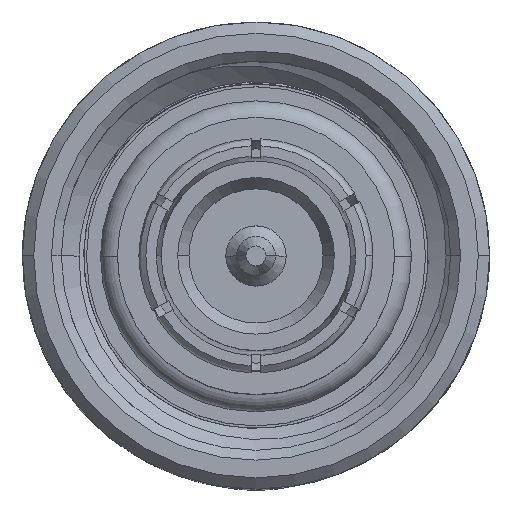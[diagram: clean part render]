
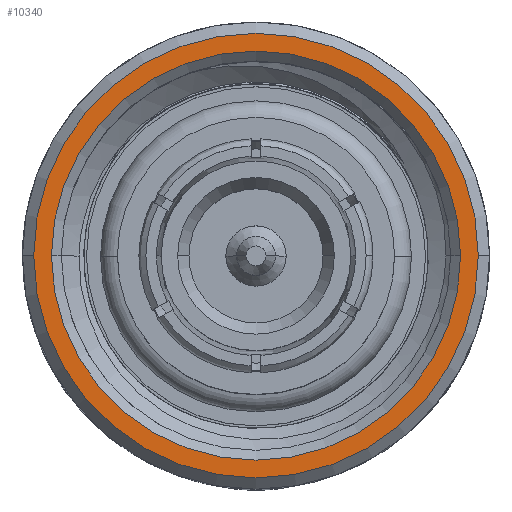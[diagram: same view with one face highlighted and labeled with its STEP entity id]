
A CAD part, top view. The second image highlights one B-rep face of the part: STEP entity #10340.
In plain terms, the highlighted face is planar.
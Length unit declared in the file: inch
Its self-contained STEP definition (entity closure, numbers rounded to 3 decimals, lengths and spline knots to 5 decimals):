
#246 = AXIS2_PLACEMENT_3D ( 'NONE', #11256, #9332, #5519 ) ;
#510 = VERTEX_POINT ( 'NONE', #10477 ) ;
#550 = DIRECTION ( 'NONE',  ( 1., 0., 0. ) ) ;
#935 = AXIS2_PLACEMENT_3D ( 'NONE', #5828, #12712, #958 ) ;
#958 = DIRECTION ( 'NONE',  ( 0., 0., -1. ) ) ;
#1672 = DIRECTION ( 'NONE',  ( 0., 0., -1. ) ) ;
#1725 = ORIENTED_EDGE ( 'NONE', *, *, #11965, .T. ) ;
#2049 = ORIENTED_EDGE ( 'NONE', *, *, #9495, .T. ) ;
#2126 = DIRECTION ( 'NONE',  ( 0., 0., -1. ) ) ;
#2175 = VERTEX_POINT ( 'NONE', #8926 ) ;
#2510 = CIRCLE ( 'NONE', #9433, 0.22477 ) ;
#2889 = ORIENTED_EDGE ( 'NONE', *, *, #11852, .F. ) ;
#3498 = CIRCLE ( 'NONE', #246, 0.22477 ) ;
#3523 = FACE_OUTER_BOUND ( 'NONE', #7487, .T. ) ;
#4053 = CARTESIAN_POINT ( 'NONE',  ( 0., 0., 0. ) ) ;
#4624 = EDGE_CURVE ( 'NONE', #510, #2175, #2510, .T. ) ;
#5519 = DIRECTION ( 'NONE',  ( 0., 0., -1. ) ) ;
#5591 = CIRCLE ( 'NONE', #8765, 0.20685 ) ;
#5828 = CARTESIAN_POINT ( 'NONE',  ( 0., 0., 0. ) ) ;
#6481 = CARTESIAN_POINT ( 'NONE',  ( 0., 0.23668, 0. ) ) ;
#6654 = CARTESIAN_POINT ( 'NONE',  ( 0., 0., 0.20685 ) ) ;
#6768 = VERTEX_POINT ( 'NONE', #12181 ) ;
#6774 = EDGE_LOOP ( 'NONE', ( #1725, #2049 ) ) ;
#7487 = EDGE_LOOP ( 'NONE', ( #10908, #2889 ) ) ;
#7541 = CARTESIAN_POINT ( 'NONE',  ( 0., 0., 0. ) ) ;
#7701 = DIRECTION ( 'NONE',  ( 0., 0., -1. ) ) ;
#7988 = DIRECTION ( 'NONE',  ( 1., 0., 0. ) ) ;
#8317 = AXIS2_PLACEMENT_3D ( 'NONE', #6481, #550, #7701 ) ;
#8765 = AXIS2_PLACEMENT_3D ( 'NONE', #7541, #12489, #1672 ) ;
#8926 = CARTESIAN_POINT ( 'NONE',  ( 0., 0., 0.22477 ) ) ;
#9332 = DIRECTION ( 'NONE',  ( 1., 0., 0. ) ) ;
#9433 = AXIS2_PLACEMENT_3D ( 'NONE', #4053, #7988, #2126 ) ;
#9495 = EDGE_CURVE ( 'NONE', #6768, #11422, #12716, .T. ) ;
#10066 = FACE_BOUND ( 'NONE', #6774, .T. ) ;
#10340 = ADVANCED_FACE ( 'NONE', ( #10066, #3523 ), #10647, .F. ) ;
#10477 = CARTESIAN_POINT ( 'NONE',  ( 0., 0., -0.22477 ) ) ;
#10647 = PLANE ( 'NONE',  #8317 ) ;
#10908 = ORIENTED_EDGE ( 'NONE', *, *, #4624, .F. ) ;
#11256 = CARTESIAN_POINT ( 'NONE',  ( 0., 0., 0. ) ) ;
#11422 = VERTEX_POINT ( 'NONE', #6654 ) ;
#11852 = EDGE_CURVE ( 'NONE', #2175, #510, #3498, .T. ) ;
#11965 = EDGE_CURVE ( 'NONE', #11422, #6768, #5591, .T. ) ;
#12181 = CARTESIAN_POINT ( 'NONE',  ( 0., 0., -0.20685 ) ) ;
#12489 = DIRECTION ( 'NONE',  ( 1., 0., 0. ) ) ;
#12712 = DIRECTION ( 'NONE',  ( 1., 0., 0. ) ) ;
#12716 = CIRCLE ( 'NONE', #935, 0.20685 ) ;
